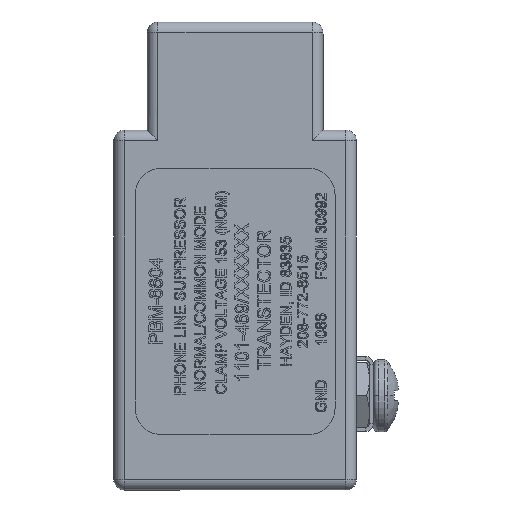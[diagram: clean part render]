
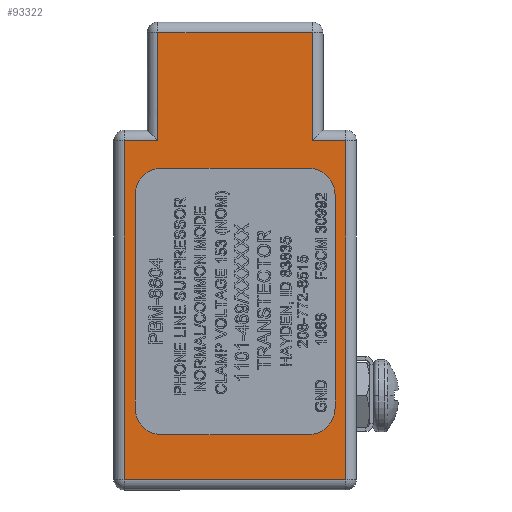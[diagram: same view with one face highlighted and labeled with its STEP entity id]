
A CAD part, front view. The second image highlights one B-rep face of the part: STEP entity #93322.
In plain terms, the highlighted planar face has unit normal (0, -1, 0).
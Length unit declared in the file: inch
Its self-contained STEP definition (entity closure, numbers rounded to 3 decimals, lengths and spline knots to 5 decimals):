
#5348 = VECTOR ( 'NONE', #99652, 39.37008 ) ;
#6270 = CARTESIAN_POINT ( 'NONE',  ( -0.4155, 0., 0.635 ) ) ;
#7303 = VERTEX_POINT ( 'NONE', #93213 ) ;
#10934 = ORIENTED_EDGE ( 'NONE', *, *, #69898, .T. ) ;
#12697 = VECTOR ( 'NONE', #131327, 39.37008 ) ;
#16151 = VECTOR ( 'NONE', #127667, 39.37008 ) ;
#16657 = CARTESIAN_POINT ( 'NONE',  ( -0.4155, 0., 0.635 ) ) ;
#17754 = ORIENTED_EDGE ( 'NONE', *, *, #120035, .T. ) ;
#19710 = ORIENTED_EDGE ( 'NONE', *, *, #130445, .T. ) ;
#22271 = EDGE_CURVE ( 'NONE', #58593, #120416, #32498, .T. ) ;
#22572 = DIRECTION ( 'NONE',  ( 0., 0., 1. ) ) ;
#25252 = DIRECTION ( 'NONE',  ( -1., 0., 0. ) ) ;
#25527 = CARTESIAN_POINT ( 'NONE',  ( -0.4155, 0., 1.041 ) ) ;
#27945 = ORIENTED_EDGE ( 'NONE', *, *, #35754, .T. ) ;
#29452 = CARTESIAN_POINT ( 'NONE',  ( -0.4155, 0., -0.635 ) ) ;
#30797 = EDGE_CURVE ( 'NONE', #84812, #69392, #102975, .T. ) ;
#32498 = LINE ( 'NONE', #25527, #5348 ) ;
#32917 = PLANE ( 'NONE',  #47760 ) ;
#35237 = CARTESIAN_POINT ( 'NONE',  ( -0.4155, 0., 0.635 ) ) ;
#35537 = LINE ( 'NONE', #35237, #47411 ) ;
#35610 = VERTEX_POINT ( 'NONE', #42141 ) ;
#35754 = EDGE_CURVE ( 'NONE', #7303, #84812, #109637, .T. ) ;
#37755 = ORIENTED_EDGE ( 'NONE', *, *, #30797, .T. ) ;
#41298 = DIRECTION ( 'NONE',  ( 1., 0., 0. ) ) ;
#41688 = DIRECTION ( 'NONE',  ( 0., 0., -1. ) ) ;
#42141 = CARTESIAN_POINT ( 'NONE',  ( 0.4155, 0., 0.635 ) ) ;
#42427 = VECTOR ( 'NONE', #41688, 39.37008 ) ;
#43743 = CARTESIAN_POINT ( 'NONE',  ( 0.2895, 0., 0.635 ) ) ;
#44240 = CARTESIAN_POINT ( 'NONE',  ( 0.2895, 0., 0.635 ) ) ;
#47411 = VECTOR ( 'NONE', #25252, 39.37008 ) ;
#47760 = AXIS2_PLACEMENT_3D ( 'NONE', #6270, #103179, #89929 ) ;
#51656 = EDGE_CURVE ( 'NONE', #120416, #7303, #137407, .T. ) ;
#58593 = VERTEX_POINT ( 'NONE', #62306 ) ;
#61458 = VECTOR ( 'NONE', #22572, 39.37008 ) ;
#62306 = CARTESIAN_POINT ( 'NONE',  ( 0.2895, 0., 1.041 ) ) ;
#66285 = CARTESIAN_POINT ( 'NONE',  ( 0.4155, 0., 0.635 ) ) ;
#69392 = VERTEX_POINT ( 'NONE', #73783 ) ;
#69898 = EDGE_CURVE ( 'NONE', #117835, #35610, #90389, .T. ) ;
#73783 = CARTESIAN_POINT ( 'NONE',  ( -0.4155, 0., -0.635 ) ) ;
#76543 = ORIENTED_EDGE ( 'NONE', *, *, #51656, .T. ) ;
#84812 = VERTEX_POINT ( 'NONE', #16657 ) ;
#84880 = VECTOR ( 'NONE', #121606, 39.37008 ) ;
#87576 = ORIENTED_EDGE ( 'NONE', *, *, #104263, .T. ) ;
#89929 = DIRECTION ( 'NONE',  ( 0., 0., 1. ) ) ;
#90389 = LINE ( 'NONE', #66285, #61458 ) ;
#93213 = CARTESIAN_POINT ( 'NONE',  ( -0.2895, 0., 0.635 ) ) ;
#93322 = ADVANCED_FACE ( 'NONE', ( #128293 ), #32917, .F. ) ;
#93678 = VERTEX_POINT ( 'NONE', #43743 ) ;
#99652 = DIRECTION ( 'NONE',  ( -1., 0., 0. ) ) ;
#102975 = LINE ( 'NONE', #129893, #12697 ) ;
#103179 = DIRECTION ( 'NONE',  ( 0., 1., 0. ) ) ;
#104263 = EDGE_CURVE ( 'NONE', #93678, #58593, #115361, .T. ) ;
#106963 = LINE ( 'NONE', #29452, #110385 ) ;
#109637 = LINE ( 'NONE', #117662, #16151 ) ;
#110385 = VECTOR ( 'NONE', #41298, 39.37008 ) ;
#115361 = LINE ( 'NONE', #44240, #84880 ) ;
#116036 = CARTESIAN_POINT ( 'NONE',  ( -0.2895, 0., 1.041 ) ) ;
#117207 = CARTESIAN_POINT ( 'NONE',  ( -0.2895, 0., 0.635 ) ) ;
#117662 = CARTESIAN_POINT ( 'NONE',  ( -0.4155, 0., 0.635 ) ) ;
#117835 = VERTEX_POINT ( 'NONE', #124081 ) ;
#120035 = EDGE_CURVE ( 'NONE', #69392, #117835, #106963, .T. ) ;
#120416 = VERTEX_POINT ( 'NONE', #116036 ) ;
#121606 = DIRECTION ( 'NONE',  ( 0., 0., 1. ) ) ;
#124081 = CARTESIAN_POINT ( 'NONE',  ( 0.4155, 0., -0.635 ) ) ;
#127667 = DIRECTION ( 'NONE',  ( -1., 0., 0. ) ) ;
#128293 = FACE_OUTER_BOUND ( 'NONE', #133647, .T. ) ;
#129893 = CARTESIAN_POINT ( 'NONE',  ( -0.4155, 0., 0.635 ) ) ;
#130411 = ORIENTED_EDGE ( 'NONE', *, *, #22271, .T. ) ;
#130445 = EDGE_CURVE ( 'NONE', #35610, #93678, #35537, .T. ) ;
#131327 = DIRECTION ( 'NONE',  ( 0., 0., -1. ) ) ;
#133647 = EDGE_LOOP ( 'NONE', ( #87576, #130411, #76543, #27945, #37755, #17754, #10934, #19710 ) ) ;
#137407 = LINE ( 'NONE', #117207, #42427 ) ;
